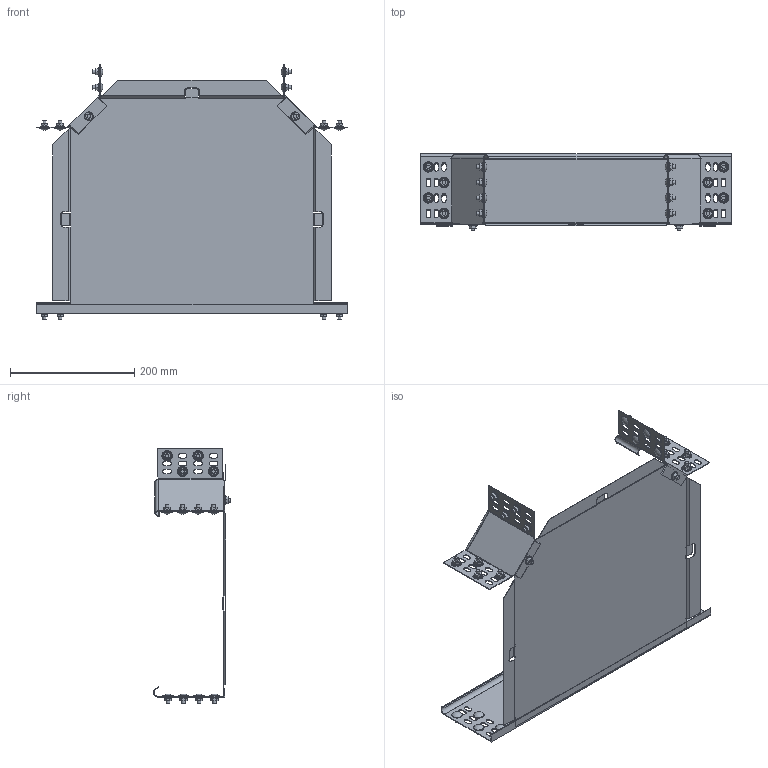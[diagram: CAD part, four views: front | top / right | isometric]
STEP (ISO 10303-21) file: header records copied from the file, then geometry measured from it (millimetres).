
FILE_DESCRIPTION (( 'STEP AP214' ), '1' );
FILE_NAME ('7003684.stp', '2022-10-17T07:29:58', ( '' ), ( '' ), 'SwSTEP 2.0', 'SolidWorks 2020', '' );
FILE_SCHEMA (( 'AUTOMOTIVE_DESIGN' ));
Length unit declared in the file: millimetre
Products named in the file (6): 020262_DIN EN 1661 - M6; 020342_DIN 603 M6x12; KTS 06.157-023_Aussenholm 110 L500; 7003684; KTS 06.122-020_Standard; KTS 07.049-001_Winkelverbinder 90ø
Assembly tree (56 placements, depth 2):
  7003684
    KTS 06.122-020_Standard
    KTS 06.157-023_Aussenholm 110 L500
    KTS 07.049-001_Winkelverbinder 90ø  x2
    020342_DIN 603 M6x12  x26
    020262_DIN EN 1661 - M6  x26
Bounding box: 500.61 x 124.25 x 412.24 mm (x, y, z)
Volume: 324713.2 mm3; surface area: 567894.6 mm2
Topology: 56 solids, 56 shells, 956 faces, 2424 edges, 1600 vertices
Faces by surface type: plane 614, cylinder 256, sphere 26, torus 26, cone 26, bspline 8
Full cylindrical faces by diameter (mm): 5 x26, 6 x26, 16.55 x26
Entity records: 14602 total; most frequent: CARTESIAN_POINT 2759, ORIENTED_EDGE 2396, DIRECTION 2326, EDGE_CURVE 1198, VECTOR 896, LINE 896, VERTEX_POINT 792, AXIS2_PLACEMENT_3D 715
